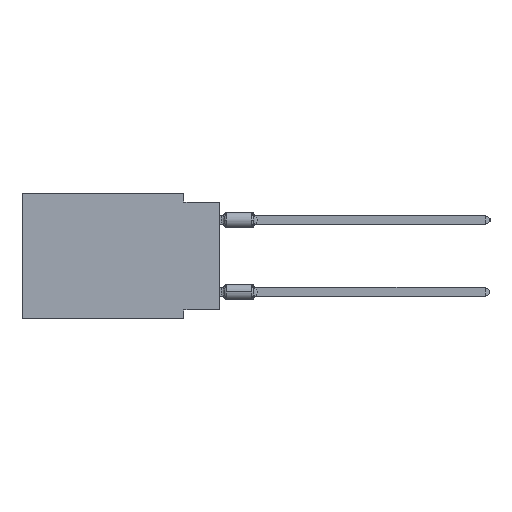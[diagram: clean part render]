
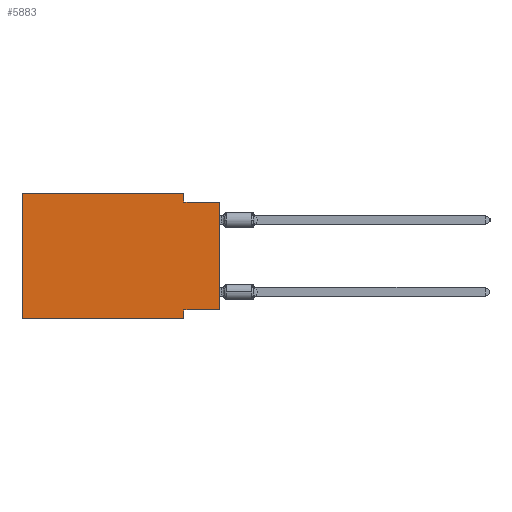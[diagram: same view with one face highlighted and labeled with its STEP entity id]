
A CAD part, left-side view. The second image highlights one B-rep face of the part: STEP entity #5883.
In plain terms, the highlighted planar face has unit normal (-1, 0, 0).
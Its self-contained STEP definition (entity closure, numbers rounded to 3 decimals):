
#362 = DIRECTION ( 'NONE',  ( 0., -1., 0. ) ) ;
#780 = DIRECTION ( 'NONE',  ( 0., -1., 0. ) ) ;
#3054 = DIRECTION ( 'NONE',  ( 1., 0., 0. ) ) ;
#3289 = LINE ( 'NONE', #16245, #10021 ) ;
#3588 = ORIENTED_EDGE ( 'NONE', *, *, #29062, .F. ) ;
#3778 = LINE ( 'NONE', #12997, #29017 ) ;
#4306 = CARTESIAN_POINT ( 'NONE',  ( 0., 13.97, -8.89 ) ) ;
#4661 = ORIENTED_EDGE ( 'NONE', *, *, #38936, .F. ) ;
#4844 = LINE ( 'NONE', #23271, #17354 ) ;
#5018 = EDGE_CURVE ( 'NONE', #5334, #31165, #18686, .T. ) ;
#5334 = VERTEX_POINT ( 'NONE', #40305 ) ;
#5571 = ORIENTED_EDGE ( 'NONE', *, *, #41294, .F. ) ;
#5883 = ADVANCED_FACE ( 'NONE', ( #11651 ), #18529, .F. ) ;
#6096 = DIRECTION ( 'NONE',  ( 0., 0., 1. ) ) ;
#6383 = VECTOR ( 'NONE', #28009, 1000. ) ;
#7447 = CARTESIAN_POINT ( 'NONE',  ( 0., 2.54, -0.635 ) ) ;
#7691 = CARTESIAN_POINT ( 'NONE',  ( 0., 2.54, 0. ) ) ;
#9420 = ORIENTED_EDGE ( 'NONE', *, *, #11414, .T. ) ;
#9785 = AXIS2_PLACEMENT_3D ( 'NONE', #31291, #3054, #21254 ) ;
#10021 = VECTOR ( 'NONE', #362, 1000. ) ;
#11414 = EDGE_CURVE ( 'NONE', #23534, #31165, #3289, .T. ) ;
#11651 = FACE_OUTER_BOUND ( 'NONE', #31000, .T. ) ;
#11742 = CARTESIAN_POINT ( 'NONE',  ( 0., 0., -0.635 ) ) ;
#12573 = VERTEX_POINT ( 'NONE', #7447 ) ;
#12997 = CARTESIAN_POINT ( 'NONE',  ( 0., 13.97, 0. ) ) ;
#14213 = VECTOR ( 'NONE', #780, 1000. ) ;
#14741 = EDGE_CURVE ( 'NONE', #17643, #31389, #38806, .T. ) ;
#16245 = CARTESIAN_POINT ( 'NONE',  ( 0., 13.97, -8.89 ) ) ;
#17354 = VECTOR ( 'NONE', #20322, 1000. ) ;
#17600 = EDGE_CURVE ( 'NONE', #35259, #25775, #21713, .T. ) ;
#17643 = VERTEX_POINT ( 'NONE', #18989 ) ;
#18263 = CARTESIAN_POINT ( 'NONE',  ( 0., 2.54, -8.89 ) ) ;
#18529 = PLANE ( 'NONE',  #9785 ) ;
#18686 = LINE ( 'NONE', #18263, #38383 ) ;
#18989 = CARTESIAN_POINT ( 'NONE',  ( 0., 13.97, 0. ) ) ;
#19677 = CARTESIAN_POINT ( 'NONE',  ( 0., 2.54, 0. ) ) ;
#19819 = ORIENTED_EDGE ( 'NONE', *, *, #14741, .F. ) ;
#20322 = DIRECTION ( 'NONE',  ( 0., 1., 0. ) ) ;
#21254 = DIRECTION ( 'NONE',  ( 0., 0., -1. ) ) ;
#21713 = LINE ( 'NONE', #38004, #6383 ) ;
#22658 = EDGE_CURVE ( 'NONE', #31389, #12573, #26580, .T. ) ;
#22798 = LINE ( 'NONE', #24190, #26973 ) ;
#23271 = CARTESIAN_POINT ( 'NONE',  ( 0., 0., -8.255 ) ) ;
#23322 = VECTOR ( 'NONE', #32431, 1000. ) ;
#23534 = VERTEX_POINT ( 'NONE', #4306 ) ;
#24190 = CARTESIAN_POINT ( 'NONE',  ( 0., 0., -0.635 ) ) ;
#24947 = DIRECTION ( 'NONE',  ( 0., 0., -1. ) ) ;
#25775 = VERTEX_POINT ( 'NONE', #11742 ) ;
#26580 = LINE ( 'NONE', #19677, #23322 ) ;
#26973 = VECTOR ( 'NONE', #40056, 1000. ) ;
#27724 = ORIENTED_EDGE ( 'NONE', *, *, #22658, .F. ) ;
#28009 = DIRECTION ( 'NONE',  ( 0., 0., 1. ) ) ;
#29017 = VECTOR ( 'NONE', #6096, 1000. ) ;
#29062 = EDGE_CURVE ( 'NONE', #35259, #5334, #4844, .T. ) ;
#31000 = EDGE_LOOP ( 'NONE', ( #32897, #4661, #27724, #19819, #5571, #9420, #34298, #3588 ) ) ;
#31165 = VERTEX_POINT ( 'NONE', #38639 ) ;
#31291 = CARTESIAN_POINT ( 'NONE',  ( 0., 13.97, 0. ) ) ;
#31389 = VERTEX_POINT ( 'NONE', #7691 ) ;
#32431 = DIRECTION ( 'NONE',  ( 0., 0., -1. ) ) ;
#32761 = CARTESIAN_POINT ( 'NONE',  ( 0., 13.97, 0. ) ) ;
#32897 = ORIENTED_EDGE ( 'NONE', *, *, #17600, .T. ) ;
#34298 = ORIENTED_EDGE ( 'NONE', *, *, #5018, .F. ) ;
#35259 = VERTEX_POINT ( 'NONE', #35372 ) ;
#35372 = CARTESIAN_POINT ( 'NONE',  ( 0., 0., -8.255 ) ) ;
#38004 = CARTESIAN_POINT ( 'NONE',  ( 0., 0., 0. ) ) ;
#38383 = VECTOR ( 'NONE', #24947, 1000. ) ;
#38639 = CARTESIAN_POINT ( 'NONE',  ( 0., 2.54, -8.89 ) ) ;
#38806 = LINE ( 'NONE', #32761, #14213 ) ;
#38936 = EDGE_CURVE ( 'NONE', #12573, #25775, #22798, .T. ) ;
#40056 = DIRECTION ( 'NONE',  ( 0., -1., 0. ) ) ;
#40305 = CARTESIAN_POINT ( 'NONE',  ( 0., 2.54, -8.255 ) ) ;
#41294 = EDGE_CURVE ( 'NONE', #23534, #17643, #3778, .T. ) ;
